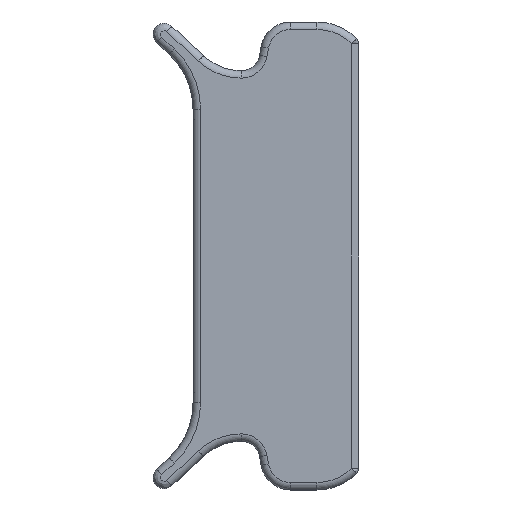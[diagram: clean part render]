
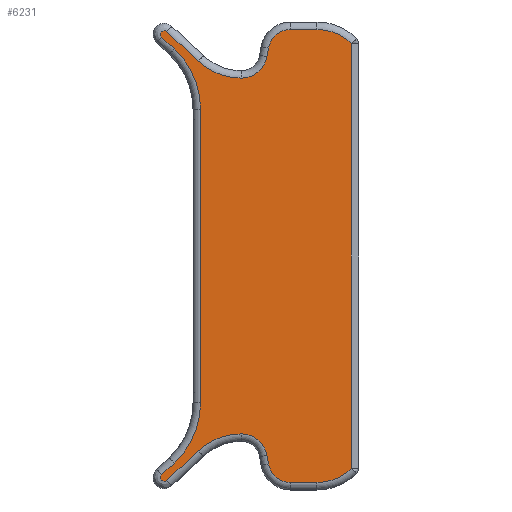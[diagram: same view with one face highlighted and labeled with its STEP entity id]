
A CAD part, left-side view. The second image highlights one B-rep face of the part: STEP entity #6231.
In plain terms, the highlighted planar face has unit normal (-1, 0, 0).
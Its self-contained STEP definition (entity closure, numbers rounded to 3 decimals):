
#256=CIRCLE('',#6700,2.6);
#257=CIRCLE('',#6701,1.2);
#258=CIRCLE('',#6702,1.4);
#259=CIRCLE('',#6703,3.4);
#260=CIRCLE('',#6704,0.2);
#261=CIRCLE('',#6705,4.4);
#262=CIRCLE('',#6706,4.4);
#263=CIRCLE('',#6707,0.2);
#264=CIRCLE('',#6708,3.4);
#265=CIRCLE('',#6709,1.4);
#266=CIRCLE('',#6710,1.2);
#267=CIRCLE('',#6711,2.6);
#889=FACE_OUTER_BOUND('',#1321,.T.);
#1321=EDGE_LOOP('',(#4285,#4286,#4287,#4288,#4289,#4290,#4291,#4292,#4293,
#4294,#4295,#4296,#4297,#4298,#4299,#4300,#4301,#4302,#4303,#4304,#4305,
#4306,#4307,#4308));
#1877=LINE('',#9829,#2291);
#1878=LINE('',#9831,#2292);
#1879=LINE('',#9833,#2293);
#1880=LINE('',#9837,#2294);
#1881=LINE('',#9841,#2295);
#1882=LINE('',#9847,#2296);
#1883=LINE('',#9851,#2297);
#1884=LINE('',#9855,#2298);
#1885=LINE('',#9859,#2299);
#1886=LINE('',#9863,#2300);
#1887=LINE('',#9869,#2301);
#1888=LINE('',#9873,#2302);
#2291=VECTOR('',#7665,0.006);
#2292=VECTOR('',#7666,22.669);
#2293=VECTOR('',#7667,0.006);
#2294=VECTOR('',#7670,1.409);
#2295=VECTOR('',#7673,0.458);
#2296=VECTOR('',#7678,2.3);
#2297=VECTOR('',#7681,0.921);
#2298=VECTOR('',#7684,15.687);
#2299=VECTOR('',#7687,0.921);
#2300=VECTOR('',#7690,2.3);
#2301=VECTOR('',#7695,0.458);
#2302=VECTOR('',#7698,1.409);
#2715=VERTEX_POINT('',#9827);
#2716=VERTEX_POINT('',#9828);
#2717=VERTEX_POINT('',#9830);
#2718=VERTEX_POINT('',#9832);
#2719=VERTEX_POINT('',#9834);
#2720=VERTEX_POINT('',#9836);
#2721=VERTEX_POINT('',#9838);
#2722=VERTEX_POINT('',#9840);
#2723=VERTEX_POINT('',#9842);
#2724=VERTEX_POINT('',#9844);
#2725=VERTEX_POINT('',#9846);
#2726=VERTEX_POINT('',#9848);
#2727=VERTEX_POINT('',#9850);
#2728=VERTEX_POINT('',#9852);
#2729=VERTEX_POINT('',#9854);
#2730=VERTEX_POINT('',#9856);
#2731=VERTEX_POINT('',#9858);
#2732=VERTEX_POINT('',#9860);
#2733=VERTEX_POINT('',#9862);
#2734=VERTEX_POINT('',#9864);
#2735=VERTEX_POINT('',#9866);
#2736=VERTEX_POINT('',#9868);
#2737=VERTEX_POINT('',#9870);
#2738=VERTEX_POINT('',#9872);
#3285=EDGE_CURVE('',#2715,#2716,#1877,.F.);
#3286=EDGE_CURVE('',#2716,#2717,#1878,.T.);
#3287=EDGE_CURVE('',#2717,#2718,#1879,.T.);
#3288=EDGE_CURVE('',#2718,#2719,#256,.F.);
#3289=EDGE_CURVE('',#2719,#2720,#1880,.F.);
#3290=EDGE_CURVE('',#2720,#2721,#257,.F.);
#3291=EDGE_CURVE('',#2721,#2722,#1881,.F.);
#3292=EDGE_CURVE('',#2722,#2723,#258,.T.);
#3293=EDGE_CURVE('',#2723,#2724,#259,.T.);
#3294=EDGE_CURVE('',#2724,#2725,#1882,.F.);
#3295=EDGE_CURVE('',#2725,#2726,#260,.F.);
#3296=EDGE_CURVE('',#2726,#2727,#1883,.F.);
#3297=EDGE_CURVE('',#2727,#2728,#261,.T.);
#3298=EDGE_CURVE('',#2728,#2729,#1884,.F.);
#3299=EDGE_CURVE('',#2729,#2730,#262,.T.);
#3300=EDGE_CURVE('',#2730,#2731,#1885,.T.);
#3301=EDGE_CURVE('',#2731,#2732,#263,.F.);
#3302=EDGE_CURVE('',#2732,#2733,#1886,.T.);
#3303=EDGE_CURVE('',#2733,#2734,#264,.T.);
#3304=EDGE_CURVE('',#2734,#2735,#265,.T.);
#3305=EDGE_CURVE('',#2735,#2736,#1887,.T.);
#3306=EDGE_CURVE('',#2736,#2737,#266,.F.);
#3307=EDGE_CURVE('',#2737,#2738,#1888,.T.);
#3308=EDGE_CURVE('',#2738,#2715,#267,.F.);
#4285=ORIENTED_EDGE('',*,*,#3285,.T.);
#4286=ORIENTED_EDGE('',*,*,#3286,.T.);
#4287=ORIENTED_EDGE('',*,*,#3287,.T.);
#4288=ORIENTED_EDGE('',*,*,#3288,.T.);
#4289=ORIENTED_EDGE('',*,*,#3289,.T.);
#4290=ORIENTED_EDGE('',*,*,#3290,.T.);
#4291=ORIENTED_EDGE('',*,*,#3291,.T.);
#4292=ORIENTED_EDGE('',*,*,#3292,.T.);
#4293=ORIENTED_EDGE('',*,*,#3293,.T.);
#4294=ORIENTED_EDGE('',*,*,#3294,.T.);
#4295=ORIENTED_EDGE('',*,*,#3295,.T.);
#4296=ORIENTED_EDGE('',*,*,#3296,.T.);
#4297=ORIENTED_EDGE('',*,*,#3297,.T.);
#4298=ORIENTED_EDGE('',*,*,#3298,.T.);
#4299=ORIENTED_EDGE('',*,*,#3299,.T.);
#4300=ORIENTED_EDGE('',*,*,#3300,.T.);
#4301=ORIENTED_EDGE('',*,*,#3301,.T.);
#4302=ORIENTED_EDGE('',*,*,#3302,.T.);
#4303=ORIENTED_EDGE('',*,*,#3303,.T.);
#4304=ORIENTED_EDGE('',*,*,#3304,.T.);
#4305=ORIENTED_EDGE('',*,*,#3305,.T.);
#4306=ORIENTED_EDGE('',*,*,#3306,.T.);
#4307=ORIENTED_EDGE('',*,*,#3307,.T.);
#4308=ORIENTED_EDGE('',*,*,#3308,.T.);
#6142=PLANE('',#6699);
#6231=ADVANCED_FACE('',(#889),#6142,.F.);
#6699=AXIS2_PLACEMENT_3D('',#9826,#7663,#7664);
#6700=AXIS2_PLACEMENT_3D('',#9835,#7668,#7669);
#6701=AXIS2_PLACEMENT_3D('',#9839,#7671,#7672);
#6702=AXIS2_PLACEMENT_3D('',#9843,#7674,#7675);
#6703=AXIS2_PLACEMENT_3D('',#9845,#7676,#7677);
#6704=AXIS2_PLACEMENT_3D('',#9849,#7679,#7680);
#6705=AXIS2_PLACEMENT_3D('',#9853,#7682,#7683);
#6706=AXIS2_PLACEMENT_3D('',#9857,#7685,#7686);
#6707=AXIS2_PLACEMENT_3D('',#9861,#7688,#7689);
#6708=AXIS2_PLACEMENT_3D('',#9865,#7691,#7692);
#6709=AXIS2_PLACEMENT_3D('',#9867,#7693,#7694);
#6710=AXIS2_PLACEMENT_3D('',#9871,#7696,#7697);
#6711=AXIS2_PLACEMENT_3D('',#9874,#7699,#7700);
#7663=DIRECTION('center_axis',(1.,0.,0.));
#7664=DIRECTION('ref_axis',(0.,0.,-1.));
#7665=DIRECTION('',(0.,0.707,-0.707));
#7666=DIRECTION('',(0.,0.,1.));
#7667=DIRECTION('',(0.,0.707,0.707));
#7668=DIRECTION('center_axis',(1.,0.,0.));
#7669=DIRECTION('ref_axis',(0.,0.,-1.));
#7670=DIRECTION('',(0.,-1.,0.));
#7671=DIRECTION('center_axis',(1.,0.,0.));
#7672=DIRECTION('ref_axis',(0.,0.,-1.));
#7673=DIRECTION('',(0.,-0.174,0.985));
#7674=DIRECTION('center_axis',(1.,0.,0.));
#7675=DIRECTION('ref_axis',(0.,0.,-1.));
#7676=DIRECTION('center_axis',(1.,0.,0.));
#7677=DIRECTION('ref_axis',(0.,0.,-1.));
#7678=DIRECTION('',(0.,-0.731,-0.682));
#7679=DIRECTION('center_axis',(1.,0.,0.));
#7680=DIRECTION('ref_axis',(0.,0.,-1.));
#7681=DIRECTION('',(0.,0.731,0.682));
#7682=DIRECTION('center_axis',(1.,0.,0.));
#7683=DIRECTION('ref_axis',(0.,0.,-1.));
#7684=DIRECTION('',(0.,0.,1.));
#7685=DIRECTION('center_axis',(1.,0.,0.));
#7686=DIRECTION('ref_axis',(0.,0.,-1.));
#7687=DIRECTION('',(0.,0.731,-0.682));
#7688=DIRECTION('center_axis',(1.,0.,0.));
#7689=DIRECTION('ref_axis',(0.,0.,-1.));
#7690=DIRECTION('',(0.,-0.731,0.682));
#7691=DIRECTION('center_axis',(1.,0.,0.));
#7692=DIRECTION('ref_axis',(0.,0.,-1.));
#7693=DIRECTION('center_axis',(1.,0.,0.));
#7694=DIRECTION('ref_axis',(0.,0.,-1.));
#7695=DIRECTION('',(0.,-0.174,-0.985));
#7696=DIRECTION('center_axis',(1.,0.,0.));
#7697=DIRECTION('ref_axis',(0.,0.,-1.));
#7698=DIRECTION('',(0.,-1.,0.));
#7699=DIRECTION('center_axis',(1.,0.,0.));
#7700=DIRECTION('ref_axis',(0.,0.,-1.));
#9826=CARTESIAN_POINT('Origin',(13.625,-9.25,-221.999));
#9827=CARTESIAN_POINT('',(13.625,-19.846,-187.463));
#9828=CARTESIAN_POINT('',(13.625,-19.85,-187.459));
#9829=CARTESIAN_POINT('',(13.625,-19.85,-187.459));
#9830=CARTESIAN_POINT('',(13.625,-19.85,-164.791));
#9831=CARTESIAN_POINT('',(13.625,-19.85,-187.459));
#9832=CARTESIAN_POINT('',(13.625,-19.846,-164.787));
#9833=CARTESIAN_POINT('',(13.625,-19.85,-164.791));
#9834=CARTESIAN_POINT('',(13.625,-18.007,-164.025));
#9835=CARTESIAN_POINT('Origin',(13.625,-18.007,-166.625));
#9836=CARTESIAN_POINT('',(13.625,-16.598,-164.025));
#9837=CARTESIAN_POINT('',(13.625,-16.598,-164.025));
#9838=CARTESIAN_POINT('',(13.625,-15.416,-165.017));
#9839=CARTESIAN_POINT('Origin',(13.625,-16.598,-165.225));
#9840=CARTESIAN_POINT('',(13.625,-15.337,-165.468));
#9841=CARTESIAN_POINT('',(13.625,-15.337,-165.468));
#9842=CARTESIAN_POINT('',(13.625,-13.956,-166.625));
#9843=CARTESIAN_POINT('Origin',(13.625,-13.958,-165.225));
#9844=CARTESIAN_POINT('',(13.625,-11.669,-165.712));
#9845=CARTESIAN_POINT('Origin',(13.625,-13.987,-163.225));
#9846=CARTESIAN_POINT('',(13.625,-9.986,-164.143));
#9847=CARTESIAN_POINT('',(13.625,-9.986,-164.143));
#9848=CARTESIAN_POINT('',(13.625,-9.714,-164.436));
#9849=CARTESIAN_POINT('Origin',(13.625,-9.85,-164.289));
#9850=CARTESIAN_POINT('',(13.625,-10.387,-165.064));
#9851=CARTESIAN_POINT('',(13.625,-10.387,-165.064));
#9852=CARTESIAN_POINT('',(13.625,-11.786,-168.281));
#9853=CARTESIAN_POINT('Origin',(13.625,-7.386,-168.281));
#9854=CARTESIAN_POINT('',(13.625,-11.786,-183.969));
#9855=CARTESIAN_POINT('',(13.625,-11.786,-183.969));
#9856=CARTESIAN_POINT('',(13.625,-10.387,-187.186));
#9857=CARTESIAN_POINT('Origin',(13.625,-7.386,-183.969));
#9858=CARTESIAN_POINT('',(13.625,-9.714,-187.814));
#9859=CARTESIAN_POINT('',(13.625,-10.387,-187.186));
#9860=CARTESIAN_POINT('',(13.625,-9.986,-188.107));
#9861=CARTESIAN_POINT('Origin',(13.625,-9.85,-187.961));
#9862=CARTESIAN_POINT('',(13.625,-11.669,-186.538));
#9863=CARTESIAN_POINT('',(13.625,-9.986,-188.107));
#9864=CARTESIAN_POINT('',(13.625,-13.956,-185.625));
#9865=CARTESIAN_POINT('Origin',(13.625,-13.987,-189.025));
#9866=CARTESIAN_POINT('',(13.625,-15.337,-186.782));
#9867=CARTESIAN_POINT('Origin',(13.625,-13.958,-187.025));
#9868=CARTESIAN_POINT('',(13.625,-15.416,-187.233));
#9869=CARTESIAN_POINT('',(13.625,-15.337,-186.782));
#9870=CARTESIAN_POINT('',(13.625,-16.598,-188.225));
#9871=CARTESIAN_POINT('Origin',(13.625,-16.598,-187.025));
#9872=CARTESIAN_POINT('',(13.625,-18.007,-188.225));
#9873=CARTESIAN_POINT('',(13.625,-16.598,-188.225));
#9874=CARTESIAN_POINT('Origin',(13.625,-18.007,-185.625));
